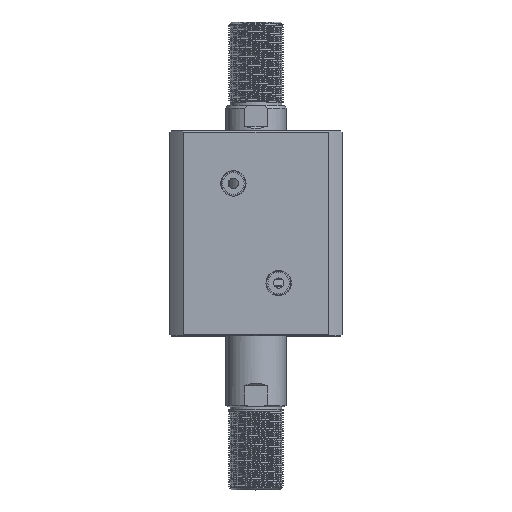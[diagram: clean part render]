
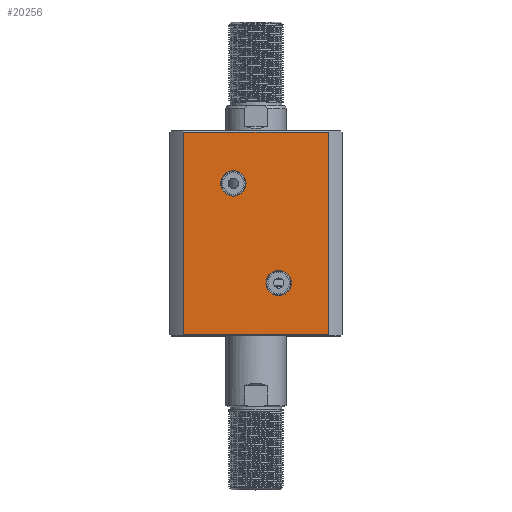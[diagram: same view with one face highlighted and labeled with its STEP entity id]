
A CAD part, top view. The second image highlights one B-rep face of the part: STEP entity #20256.
In plain terms, the highlighted face is planar.
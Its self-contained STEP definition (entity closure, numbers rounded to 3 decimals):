
#273 = CARTESIAN_POINT ( 'NONE',  ( 47.971, 57., 1. ) ) ;
#406 = CARTESIAN_POINT ( 'NONE',  ( -47.971, 57., 135. ) ) ;
#506 = CARTESIAN_POINT ( 'NONE',  ( -57., 57., 136. ) ) ;
#810 = EDGE_CURVE ( 'NONE', #21565, #25358, #2942, .T. ) ;
#1309 = ORIENTED_EDGE ( 'NONE', *, *, #6825, .T. ) ;
#1566 = CARTESIAN_POINT ( 'NONE',  ( -15., 57., 35. ) ) ;
#2162 = AXIS2_PLACEMENT_3D ( 'NONE', #506, #14533, #14622 ) ;
#2504 = AXIS2_PLACEMENT_3D ( 'NONE', #1566, #15695, #3607 ) ;
#2942 = LINE ( 'NONE', #20641, #13672 ) ;
#3553 = CARTESIAN_POINT ( 'NONE',  ( -15., 57., 35. ) ) ;
#3607 = DIRECTION ( 'NONE',  ( 0., 0., 1. ) ) ;
#3752 = LINE ( 'NONE', #21326, #9731 ) ;
#4184 = CIRCLE ( 'NONE', #7966, 8.428 ) ;
#4524 = VECTOR ( 'NONE', #9167, 1000. ) ;
#4592 = ORIENTED_EDGE ( 'NONE', *, *, #810, .T. ) ;
#4809 = ORIENTED_EDGE ( 'NONE', *, *, #5883, .F. ) ;
#5183 = LINE ( 'NONE', #19237, #4524 ) ;
#5571 = DIRECTION ( 'NONE',  ( 0., 0., 1. ) ) ;
#5883 = EDGE_CURVE ( 'NONE', #10505, #9621, #10546, .T. ) ;
#6466 = ORIENTED_EDGE ( 'NONE', *, *, #17687, .F. ) ;
#6825 = EDGE_CURVE ( 'NONE', #7318, #7568, #5183, .T. ) ;
#7114 = ORIENTED_EDGE ( 'NONE', *, *, #23741, .F. ) ;
#7158 = ORIENTED_EDGE ( 'NONE', *, *, #20812, .F. ) ;
#7318 = VERTEX_POINT ( 'NONE', #406 ) ;
#7568 = VERTEX_POINT ( 'NONE', #13473 ) ;
#7886 = VERTEX_POINT ( 'NONE', #20466 ) ;
#7966 = AXIS2_PLACEMENT_3D ( 'NONE', #22348, #10269, #24387 ) ;
#8357 = CARTESIAN_POINT ( 'NONE',  ( -15., 57., 26.572 ) ) ;
#8555 = DIRECTION ( 'NONE',  ( -1., 0., 0. ) ) ;
#8850 = FACE_BOUND ( 'NONE', #10630, .T. ) ;
#9068 = EDGE_CURVE ( 'NONE', #9621, #10505, #4184, .T. ) ;
#9167 = DIRECTION ( 'NONE',  ( 1., 0., 0. ) ) ;
#9235 = DIRECTION ( 'NONE',  ( 0., 0., -1. ) ) ;
#9283 = AXIS2_PLACEMENT_3D ( 'NONE', #10797, #24911, #12824 ) ;
#9389 = ORIENTED_EDGE ( 'NONE', *, *, #9068, .F. ) ;
#9621 = VERTEX_POINT ( 'NONE', #24977 ) ;
#9731 = VECTOR ( 'NONE', #9235, 1000. ) ;
#10085 = CARTESIAN_POINT ( 'NONE',  ( 47.971, 57., 300. ) ) ;
#10269 = DIRECTION ( 'NONE',  ( 0., 1., 0. ) ) ;
#10505 = VERTEX_POINT ( 'NONE', #22964 ) ;
#10546 = CIRCLE ( 'NONE', #9283, 8.428 ) ;
#10630 = EDGE_LOOP ( 'NONE', ( #4809, #9389 ) ) ;
#10797 = CARTESIAN_POINT ( 'NONE',  ( 15., 57., 101. ) ) ;
#11666 = VECTOR ( 'NONE', #22176, 1000. ) ;
#12824 = DIRECTION ( 'NONE',  ( 0., 0., 1. ) ) ;
#13473 = CARTESIAN_POINT ( 'NONE',  ( 47.971, 57., 135. ) ) ;
#13672 = VECTOR ( 'NONE', #8555, 1000. ) ;
#13886 = CIRCLE ( 'NONE', #2504, 8.428 ) ;
#14217 = FACE_OUTER_BOUND ( 'NONE', #21624, .T. ) ;
#14533 = DIRECTION ( 'NONE',  ( 0., -1., 0. ) ) ;
#14622 = DIRECTION ( 'NONE',  ( 0., 0., -1. ) ) ;
#15695 = DIRECTION ( 'NONE',  ( 0., 1., 0. ) ) ;
#17049 = LINE ( 'NONE', #10085, #11666 ) ;
#17371 = AXIS2_PLACEMENT_3D ( 'NONE', #3553, #17662, #5571 ) ;
#17662 = DIRECTION ( 'NONE',  ( 0., 1., 0. ) ) ;
#17687 = EDGE_CURVE ( 'NONE', #21565, #7568, #17049, .T. ) ;
#18559 = EDGE_CURVE ( 'NONE', #18891, #7886, #23652, .T. ) ;
#18891 = VERTEX_POINT ( 'NONE', #8357 ) ;
#19237 = CARTESIAN_POINT ( 'NONE',  ( 57., 57., 135. ) ) ;
#19595 = FACE_BOUND ( 'NONE', #23023, .T. ) ;
#20256 = ADVANCED_FACE ( 'NONE', ( #19595, #8850, #14217 ), #24677, .F. ) ;
#20466 = CARTESIAN_POINT ( 'NONE',  ( -15., 57., 43.428 ) ) ;
#20641 = CARTESIAN_POINT ( 'NONE',  ( -57., 57., 1. ) ) ;
#20812 = EDGE_CURVE ( 'NONE', #7886, #18891, #13886, .T. ) ;
#21326 = CARTESIAN_POINT ( 'NONE',  ( -47.971, 57., 300. ) ) ;
#21565 = VERTEX_POINT ( 'NONE', #273 ) ;
#21624 = EDGE_LOOP ( 'NONE', ( #7114, #1309, #6466, #4592 ) ) ;
#22102 = CARTESIAN_POINT ( 'NONE',  ( -47.971, 57., 1. ) ) ;
#22176 = DIRECTION ( 'NONE',  ( 0., 0., 1. ) ) ;
#22348 = CARTESIAN_POINT ( 'NONE',  ( 15., 57., 101. ) ) ;
#22964 = CARTESIAN_POINT ( 'NONE',  ( 15., 57., 109.428 ) ) ;
#23023 = EDGE_LOOP ( 'NONE', ( #7158, #23774 ) ) ;
#23652 = CIRCLE ( 'NONE', #17371, 8.428 ) ;
#23741 = EDGE_CURVE ( 'NONE', #7318, #25358, #3752, .T. ) ;
#23774 = ORIENTED_EDGE ( 'NONE', *, *, #18559, .F. ) ;
#24387 = DIRECTION ( 'NONE',  ( 0., 0., 1. ) ) ;
#24677 = PLANE ( 'NONE',  #2162 ) ;
#24911 = DIRECTION ( 'NONE',  ( 0., 1., 0. ) ) ;
#24977 = CARTESIAN_POINT ( 'NONE',  ( 15., 57., 92.572 ) ) ;
#25358 = VERTEX_POINT ( 'NONE', #22102 ) ;
